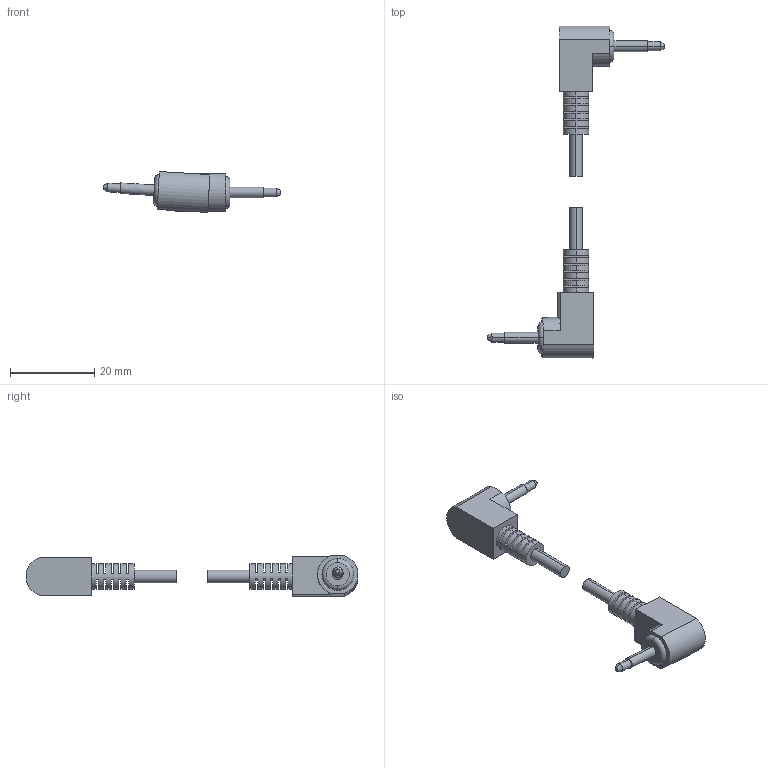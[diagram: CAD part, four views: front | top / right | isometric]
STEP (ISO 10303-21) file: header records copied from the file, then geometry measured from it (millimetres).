
FILE_DESCRIPTION (( 'STEP AP214' ), '1' );
FILE_NAME ('Shutter Cable C1 for Canon.step', '2016-10-28T07:00:40', ( 'dell' ), ( '' ), 'SwSTEP 2.0', 'SolidWorks 2013', '' );
FILE_SCHEMA (( 'AUTOMOTIVE_DESIGN' ));
Length unit declared in the file: millimetre
Products named in the file (1): Shutter Cable C1 for Canon
Bounding box: 41.99 x 78.68 x 9.7 mm (x, y, z)
Volume: 3483.8 mm3; surface area: 2629.4 mm2
Topology: 2 solids, 2 shells, 110 faces, 284 edges, 188 vertices
Faces by surface type: plane 82, cylinder 20, cone 4, torus 4
Entity records: 4665 total; most frequent: DIRECTION 642, CARTESIAN_POINT 583, ORIENTED_EDGE 568, EDGE_CURVE 284, AXIS2_PLACEMENT_3D 247, VERTEX_POINT 188, LINE 148, VECTOR 148
